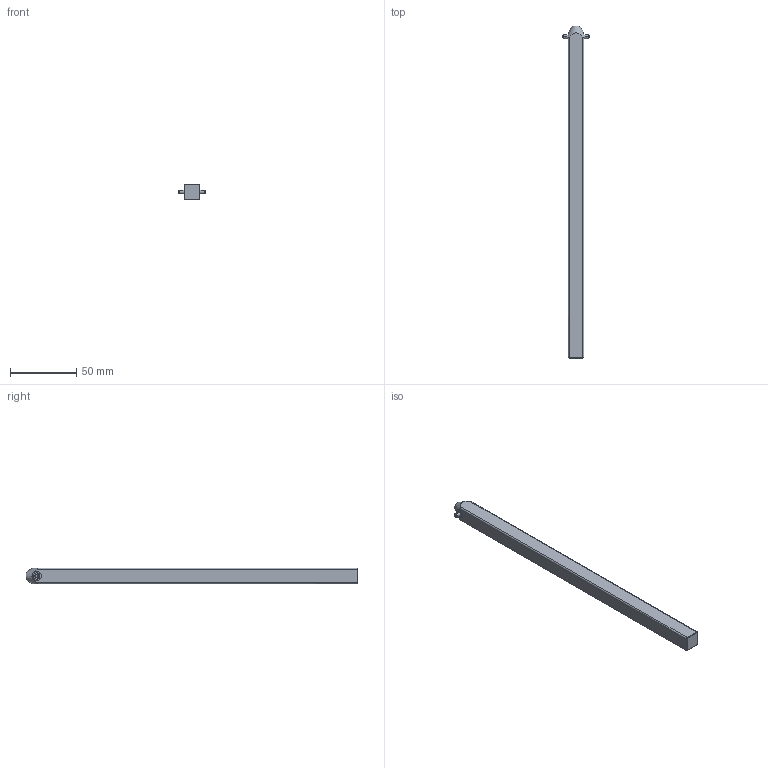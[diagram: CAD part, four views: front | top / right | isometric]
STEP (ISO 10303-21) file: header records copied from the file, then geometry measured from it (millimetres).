
FILE_DESCRIPTION((''),'2;1');
FILE_NAME('OXP12X250_1_','2024-10-17T09:56:36',('FIRARAN'),(''),'CREO PARAMETRIC BY PTC INC, 2022364','CREO PARAMETRIC BY PTC INC, 2022364','');
FILE_SCHEMA(('AUTOMOTIVE_DESIGN { 1 0 10303 214 1 1 1 1 }'));
Length unit declared in the file: millimetre
Products named in the file (1): OXP12X250_1_
Bounding box: 20 x 250 x 12 mm (x, y, z)
Volume: 35385.2 mm3; surface area: 11738 mm2
Topology: 1 solids, 1 shells, 42 faces, 100 edges, 64 vertices
Faces by surface type: plane 16, cylinder 16, cone 10
Entity records: 2499 total; most frequent: CARTESIAN_POINT 583, DIRECTION 234, COLOUR_RGB 220, ORIENTED_EDGE 200, EDGE_CURVE 100, AXIS2_PLACEMENT_3D 94, VERTEX_POINT 64, PROPERTY_DEFINITION 56
